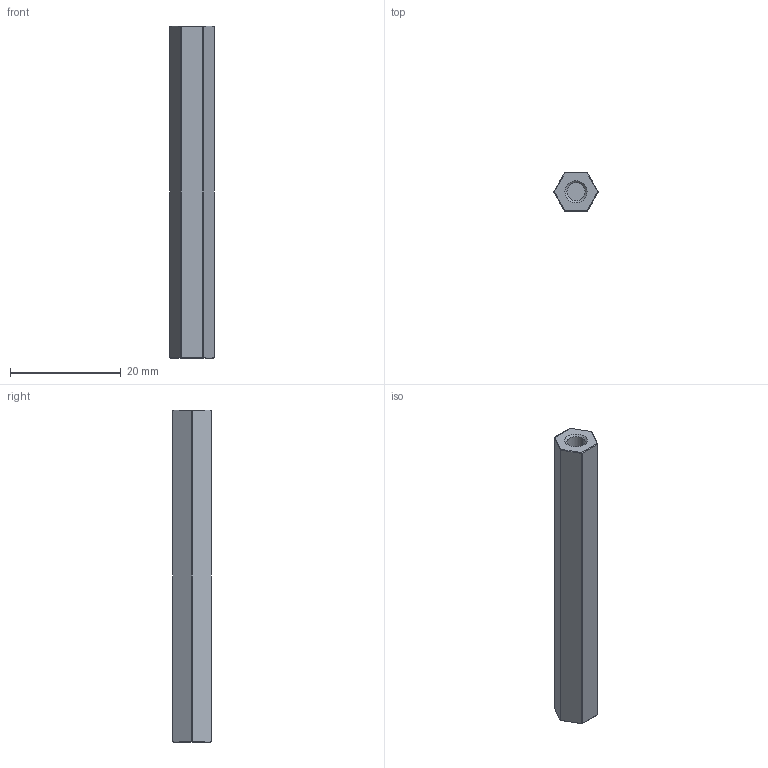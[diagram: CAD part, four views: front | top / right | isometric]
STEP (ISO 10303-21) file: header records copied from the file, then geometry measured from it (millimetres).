
FILE_DESCRIPTION (( 'STEP AP214' ), '1' );
FILE_NAME ('HTSB-M4-60-7-1.STEP', '2018-01-15T12:10:19', ( 'User' ), ( '' ), 'SwSTEP 2.0', 'SolidWorks 2017', '' );
FILE_SCHEMA (( 'AUTOMOTIVE_DESIGN' ));
Length unit declared in the file: millimetre
Products named in the file (1): HTSB-M4-60-7-1
Bounding box: 8.05 x 7 x 60 mm (x, y, z)
Volume: 2287.9 mm3; surface area: 1840.9 mm2
Topology: 1 solids, 1 shells, 51 faces, 107 edges, 52 vertices
Faces by surface type: cylinder 23, sphere 14, plane 10, cone 4
Entity records: 1349 total; most frequent: DIRECTION 257, CARTESIAN_POINT 203, ORIENTED_EDGE 198, AXIS2_PLACEMENT_3D 106, EDGE_CURVE 99, CIRCLE 54, EDGE_LOOP 53, VERTEX_POINT 52
